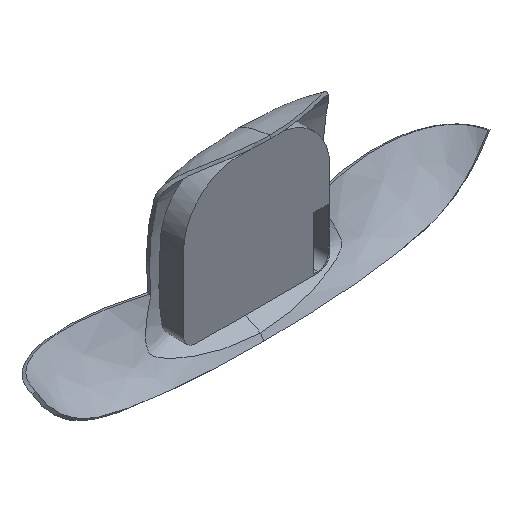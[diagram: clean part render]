
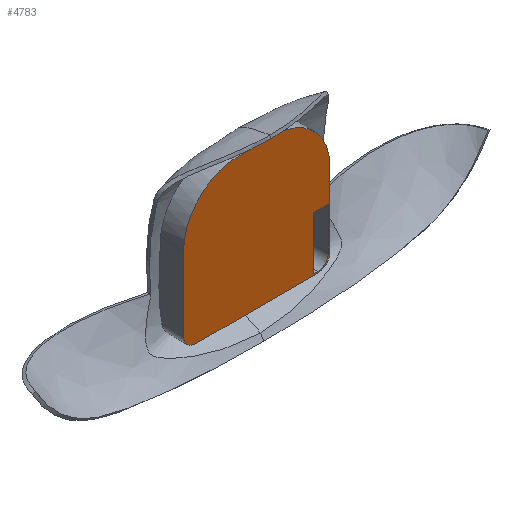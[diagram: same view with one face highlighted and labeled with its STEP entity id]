
A CAD part, isometric view. The second image highlights one B-rep face of the part: STEP entity #4783.
In plain terms, the highlighted planar face has unit normal (0, -1, 0).
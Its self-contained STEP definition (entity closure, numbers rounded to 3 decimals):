
#2466=CARTESIAN_POINT('POINT17',(69.,140.,-53.57));
#2467=VERTEX_POINT('VERTEX17',#2466);
#2474=CARTESIAN_POINT('POINT18',(57.5,140.,-65.07));
#2475=VERTEX_POINT('VERTEX18',#2474);
#2476=CARTESIAN_POINT('POS4',(57.5,140.,-53.57));
#2477=DIRECTION('DIR4',(0.,1.,0.));
#2478=DIRECTION('DIR5',(1.,0.,0.));
#2479=AXIS2_PLACEMENT_3D('AXIS1',#2476,#2477,#2478);
#2480=CIRCLE('ELLIPSE1',#2479,11.5);
#2481=EDGE_CURVE('EDGE22',#2467,#2475,#2480,.T.);
#2500=CARTESIAN_POINT('POINT19',(-57.5,140.,-65.07));
#2501=VERTEX_POINT('VERTEX19',#2500);
#2502=CARTESIAN_POINT('POS7',(28.75,140.,-65.07));
#2503=DIRECTION('DIR9',(-1.,0.,0.));
#2504=VECTOR('VEC5',#2503,1.);
#2505=LINE('STRAIGHT5',#2502,#2504);
#2506=EDGE_CURVE('EDGE24',#2475,#2501,#2505,.T.);
#2534=CARTESIAN_POINT('POINT21',(-69.,140.,-53.57));
#2535=VERTEX_POINT('VERTEX21',#2534);
#2536=CARTESIAN_POINT('POS10',(-57.5,140.,-53.57));
#2537=DIRECTION('DIR13',(0.,1.,0.));
#2538=DIRECTION('DIR14',(1.,0.,0.));
#2539=AXIS2_PLACEMENT_3D('AXIS4',#2536,#2537,#2538);
#2540=CIRCLE('ELLIPSE2',#2539,11.5);
#2541=EDGE_CURVE('EDGE27',#2501,#2535,#2540,.T.);
#2573=CARTESIAN_POINT('POINT23',(-69.,140.,16.43));
#2574=VERTEX_POINT('VERTEX23',#2573);
#2575=CARTESIAN_POINT('POS13',(-69.,140.,-26.785));
#2576=DIRECTION('DIR18',(0.,0.,1.));
#2577=VECTOR('VEC8',#2576,1.);
#2578=LINE('STRAIGHT8',#2575,#2577);
#2579=EDGE_CURVE('EDGE30',#2535,#2574,#2578,.T.);
#2611=CARTESIAN_POINT('POINT25',(-17.5,140.,67.93));
#2612=VERTEX_POINT('VERTEX25',#2611);
#2613=CARTESIAN_POINT('POS16',(-17.5,140.,16.43));
#2614=DIRECTION('DIR22',(0.,1.,0.));
#2615=DIRECTION('DIR23',(1.,0.,0.));
#2616=AXIS2_PLACEMENT_3D('AXIS7',#2613,#2614,#2615);
#2617=CIRCLE('ELLIPSE3',#2616,51.5);
#2618=EDGE_CURVE('EDGE33',#2574,#2612,#2617,.T.);
#2654=CARTESIAN_POINT('POINT27',(17.5,140.,67.93));
#2655=VERTEX_POINT('VERTEX27',#2654);
#2656=CARTESIAN_POINT('POS19',(-8.75,140.,67.93));
#2657=DIRECTION('DIR27',(1.,0.,0.));
#2658=VECTOR('VEC11',#2657,1.);
#2659=LINE('STRAIGHT11',#2656,#2658);
#2660=EDGE_CURVE('EDGE36',#2612,#2655,#2659,.T.);
#2687=CARTESIAN_POINT('POINT28',(69.,140.,16.43));
#2688=VERTEX_POINT('VERTEX28',#2687);
#2689=CARTESIAN_POINT('POS22',(17.5,140.,16.43));
#2690=DIRECTION('DIR31',(0.,1.,0.));
#2691=DIRECTION('DIR32',(1.,0.,0.));
#2692=AXIS2_PLACEMENT_3D('AXIS10',#2689,#2690,#2691);
#2693=CIRCLE('ELLIPSE4',#2692,51.5);
#2694=EDGE_CURVE('EDGE39',#2655,#2688,#2693,.T.);
#2712=CARTESIAN_POINT('POS25',(69.,140.,8.215));
#2713=DIRECTION('DIR36',(0.,0.,-1.));
#2714=VECTOR('VEC14',#2713,1.);
#2715=LINE('STRAIGHT14',#2712,#2714);
#2716=EDGE_CURVE('EDGE41',#2688,#2467,#2715,.T.);
#2730=CARTESIAN_POINT('POINT30',(53.5,140.,-13.57));
#2731=VERTEX_POINT('VERTEX30',#2730);
#2746=CARTESIAN_POINT('POINT32',(67.5,140.,-13.57));
#2747=VERTEX_POINT('VERTEX32',#2746);
#2754=CARTESIAN_POINT('POS30',(26.75,140.,-13.57));
#2755=DIRECTION('DIR42',(1.,0.,0.));
#2756=VECTOR('VEC18',#2755,1.);
#2757=LINE('STRAIGHT18',#2754,#2756);
#2758=EDGE_CURVE('EDGE45',#2731,#2747,#2757,.T.);
#4139=CARTESIAN_POINT('POINT38',(67.5,140.,-53.57));
#4140=VERTEX_POINT('VERTEX38',#4139);
#4147=CARTESIAN_POINT('POS36',(67.5,140.,-26.785));
#4148=DIRECTION('DIR49',(0.,0.,1.));
#4149=VECTOR('VEC23',#4148,1.);
#4150=LINE('STRAIGHT23',#4147,#4149);
#4151=EDGE_CURVE('EDGE54',#2747,#4140,#4150,.F.);
#4725=CARTESIAN_POINT('POINT44',(57.5,140.,-63.57));
#4726=VERTEX_POINT('VERTEX44',#4725);
#4733=CARTESIAN_POINT('POS43',(57.5,140.,-53.57));
#4734=DIRECTION('DIR59',(0.,-1.,0.));
#4735=DIRECTION('DIR60',(-1.,0.,0.));
#4736=AXIS2_PLACEMENT_3D('AXIS17',#4733,#4734,#4735);
#4737=CIRCLE('ELLIPSE6',#4736,10.);
#4738=EDGE_CURVE('EDGE65',#4140,#4726,#4737,.F.);
#4749=ORIENTED_EDGE('COEDGE103',*,*,#2716,.F.);
#4750=ORIENTED_EDGE('COEDGE104',*,*,#2694,.F.);
#4751=ORIENTED_EDGE('COEDGE105',*,*,#2660,.F.);
#4752=ORIENTED_EDGE('COEDGE106',*,*,#2618,.F.);
#4753=ORIENTED_EDGE('COEDGE107',*,*,#2579,.F.);
#4754=ORIENTED_EDGE('COEDGE108',*,*,#2541,.F.);
#4755=ORIENTED_EDGE('COEDGE109',*,*,#2506,.F.);
#4756=ORIENTED_EDGE('COEDGE110',*,*,#2481,.F.);
#4757=EDGE_LOOP('NONE',(#4749,#4750,#4751,#4752,#4753,#4754,#4755,#4756)
   );
#4758=FACE_BOUND('LOOP1',#4757,.T.);
#4759=ORIENTED_EDGE('COEDGE111',*,*,#2758,.T.);
#4760=ORIENTED_EDGE('COEDGE112',*,*,#4151,.T.);
#4761=ORIENTED_EDGE('COEDGE113',*,*,#4738,.T.);
#4762=CARTESIAN_POINT('POINT45',(53.5,140.,-63.57));
#4763=VERTEX_POINT('VERTEX45',#4762);
#4764=CARTESIAN_POINT('POS45',(-28.75,140.,-63.57));
#4765=DIRECTION('DIR63',(1.,0.,0.));
#4766=VECTOR('VEC27',#4765,1.);
#4767=LINE('STRAIGHT27',#4764,#4766);
#4768=EDGE_CURVE('EDGE66',#4726,#4763,#4767,.F.);
#4769=ORIENTED_EDGE('COEDGE114',*,*,#4768,.T.);
#4770=CARTESIAN_POINT('POS46',(53.5,140.,-31.785));
#4771=DIRECTION('DIR64',(0.,0.,1.));
#4772=VECTOR('VEC28',#4771,1.);
#4773=LINE('STRAIGHT28',#4770,#4772);
#4774=EDGE_CURVE('EDGE67',#4763,#2731,#4773,.T.);
#4775=ORIENTED_EDGE('COEDGE115',*,*,#4774,.T.);
#4776=EDGE_LOOP('NONE',(#4759,#4760,#4761,#4769,#4775));
#4777=FACE_BOUND('LOOP1',#4776,.T.);
#4778=CARTESIAN_POINT('POS47',(0.,140.,0.));
#4779=DIRECTION('DIR65',(0.,1.,0.));
#4780=DIRECTION('DIR66',(1.,0.,0.));
#4781=AXIS2_PLACEMENT_3D('AXIS19',#4778,#4779,#4780);
#4782=PLANE('PLANE7',#4781);
#4783=ADVANCED_FACE('FACE23',(#4758,#4777),#4782,.F.);
